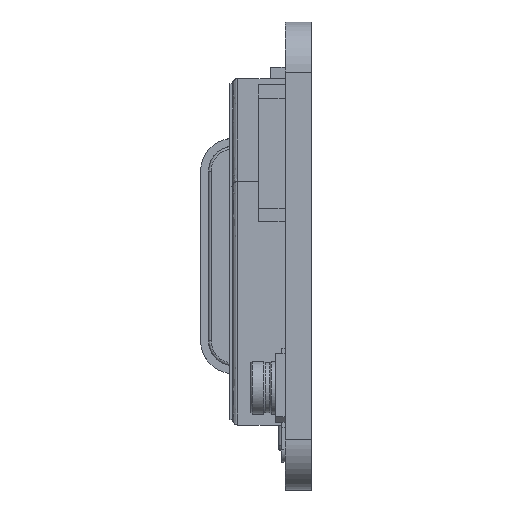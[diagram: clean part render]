
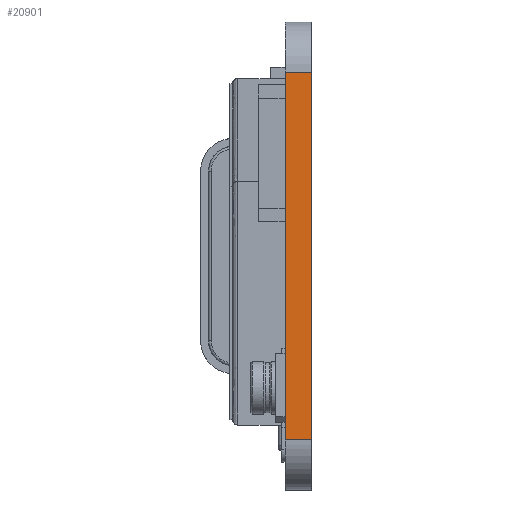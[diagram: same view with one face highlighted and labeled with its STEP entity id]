
A CAD part, left-side view. The second image highlights one B-rep face of the part: STEP entity #20901.
In plain terms, the highlighted free-form (B-spline) face has degree [1, 1] with [2, 2] control points.
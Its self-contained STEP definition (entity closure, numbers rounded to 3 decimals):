
#12469 = VERTEX_POINT('',#12470);
#12470 = CARTESIAN_POINT('',(-10.07,0.,
    1.014));
#12476 = EDGE_CURVE('',#12477,#12469,#12479,.T.);
#12477 = VERTEX_POINT('',#12478);
#12478 = CARTESIAN_POINT('',(-10.07,0.,
    -15.205));
#12479 = B_SPLINE_CURVE_WITH_KNOTS('',1,(#12480,#12481),.UNSPECIFIED.,
  .F.,.F.,(2,2),(0.,13.97),.PIECEWISE_BEZIER_KNOTS.);
#12480 = CARTESIAN_POINT('',(-10.07,0.,
    -15.205));
#12481 = CARTESIAN_POINT('',(-10.07,0.,
    1.014));
#14255 = VERTEX_POINT('',#14256);
#14256 = CARTESIAN_POINT('',(-10.07,1.161,
    -15.205));
#14262 = EDGE_CURVE('',#14255,#14263,#14265,.T.);
#14263 = VERTEX_POINT('',#14264);
#14264 = CARTESIAN_POINT('',(-10.07,1.161,
    1.014));
#14265 = B_SPLINE_CURVE_WITH_KNOTS('',1,(#14266,#14267),.UNSPECIFIED.,
  .F.,.F.,(2,2),(0.,13.97),.PIECEWISE_BEZIER_KNOTS.);
#14266 = CARTESIAN_POINT('',(-10.07,1.161,
    -15.205));
#14267 = CARTESIAN_POINT('',(-10.07,1.161,
    1.014));
#20890 = EDGE_CURVE('',#12469,#14263,#20891,.T.);
#20891 = B_SPLINE_CURVE_WITH_KNOTS('',1,(#20892,#20893),.UNSPECIFIED.,
  .F.,.F.,(2,2),(0.,1.),.PIECEWISE_BEZIER_KNOTS.);
#20892 = CARTESIAN_POINT('',(-10.07,0.,
    1.014));
#20893 = CARTESIAN_POINT('',(-10.07,1.161,
    1.014));
#20901 = ADVANCED_FACE('',(#20902),#20912,.T.);
#20902 = FACE_BOUND('',#20903,.T.);
#20903 = EDGE_LOOP('',(#20904,#20905,#20906,#20907));
#20904 = ORIENTED_EDGE('',*,*,#12476,.T.);
#20905 = ORIENTED_EDGE('',*,*,#20890,.T.);
#20906 = ORIENTED_EDGE('',*,*,#14262,.F.);
#20907 = ORIENTED_EDGE('',*,*,#20908,.F.);
#20908 = EDGE_CURVE('',#12477,#14255,#20909,.T.);
#20909 = B_SPLINE_CURVE_WITH_KNOTS('',1,(#20910,#20911),.UNSPECIFIED.,
  .F.,.F.,(2,2),(0.,1.),.PIECEWISE_BEZIER_KNOTS.);
#20910 = CARTESIAN_POINT('',(-10.07,0.,
    -15.205));
#20911 = CARTESIAN_POINT('',(-10.07,1.161,
    -15.205));
#20912 = B_SPLINE_SURFACE_WITH_KNOTS('',1,1,(
    (#20913,#20914)
    ,(#20915,#20916
    )),.UNSPECIFIED.,.F.,.F.,.F.,(2,2),(2,2),(0.,13.97),(0.,1.),
  .PIECEWISE_BEZIER_KNOTS.);
#20913 = CARTESIAN_POINT('',(-10.07,0.,
    -15.205));
#20914 = CARTESIAN_POINT('',(-10.07,1.161,
    -15.205));
#20915 = CARTESIAN_POINT('',(-10.07,0.,
    1.014));
#20916 = CARTESIAN_POINT('',(-10.07,1.161,
    1.014));
